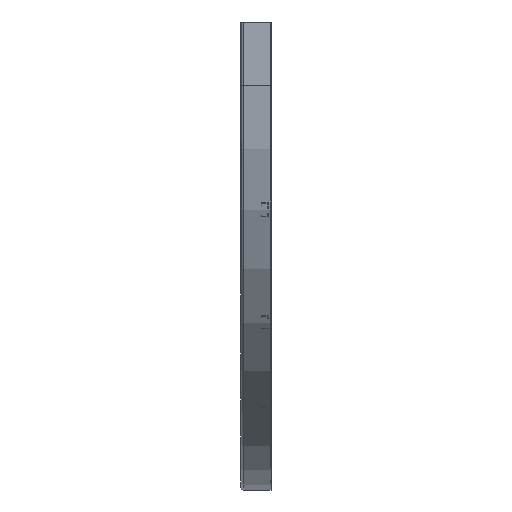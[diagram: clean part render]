
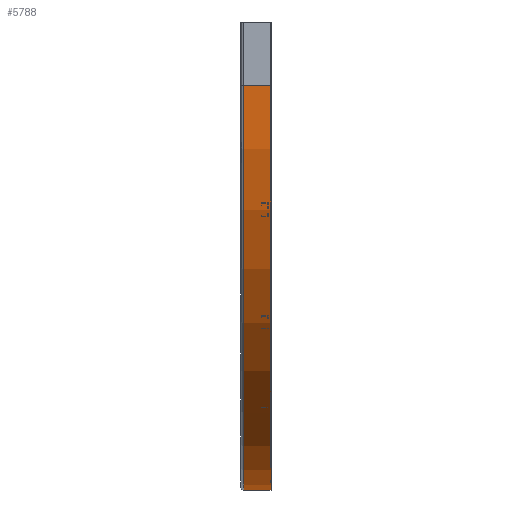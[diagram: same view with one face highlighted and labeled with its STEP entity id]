
A CAD part, left-side view. The second image highlights one B-rep face of the part: STEP entity #5788.
In plain terms, the highlighted cylindrical face has radius 800 mm (diameter 1600 mm), a partial arc.
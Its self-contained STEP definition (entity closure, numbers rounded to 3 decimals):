
#50 = AXIS2_PLACEMENT_3D ( 'NONE', #390, #3523, #833 ) ;
#153 = FACE_OUTER_BOUND ( 'NONE', #5208, .T. ) ;
#390 = CARTESIAN_POINT ( 'NONE',  ( -800., 54., -125. ) ) ;
#547 = DIRECTION ( 'NONE',  ( 0., 1., 0. ) ) ;
#667 = CARTESIAN_POINT ( 'NONE',  ( -800., 54., -925. ) ) ;
#744 = CARTESIAN_POINT ( 'NONE',  ( -800., 0., -925. ) ) ;
#754 = DIRECTION ( 'NONE',  ( 0., 0., 1. ) ) ;
#833 = DIRECTION ( 'NONE',  ( 1., 0., 0. ) ) ;
#1018 = LINE ( 'NONE', #4789, #4610 ) ;
#1043 = AXIS2_PLACEMENT_3D ( 'NONE', #3902, #1203, #754 ) ;
#1185 = DIRECTION ( 'NONE',  ( 0., 1., 0. ) ) ;
#1203 = DIRECTION ( 'NONE',  ( 0., 1., 0. ) ) ;
#1208 = CYLINDRICAL_SURFACE ( 'NONE', #1043, 800. ) ;
#1476 = CARTESIAN_POINT ( 'NONE',  ( -800., 0., -925. ) ) ;
#2205 = VERTEX_POINT ( 'NONE', #4889 ) ;
#2422 = VERTEX_POINT ( 'NONE', #667 ) ;
#2566 = CARTESIAN_POINT ( 'NONE',  ( 0., 0., -125. ) ) ;
#2601 = LINE ( 'NONE', #744, #4873 ) ;
#2736 = ORIENTED_EDGE ( 'NONE', *, *, #4950, .T. ) ;
#2960 = CIRCLE ( 'NONE', #3278, 800. ) ;
#3219 = CARTESIAN_POINT ( 'NONE',  ( -800., 0., -125. ) ) ;
#3278 = AXIS2_PLACEMENT_3D ( 'NONE', #3219, #547, #3667 ) ;
#3374 = EDGE_CURVE ( 'NONE', #4734, #2205, #1018, .T. ) ;
#3523 = DIRECTION ( 'NONE',  ( 0., 1., 0. ) ) ;
#3528 = ORIENTED_EDGE ( 'NONE', *, *, #5305, .F. ) ;
#3667 = DIRECTION ( 'NONE',  ( 0., 0., 1. ) ) ;
#3902 = CARTESIAN_POINT ( 'NONE',  ( -800., 0., -125. ) ) ;
#3908 = VERTEX_POINT ( 'NONE', #1476 ) ;
#4105 = ORIENTED_EDGE ( 'NONE', *, *, #3374, .F. ) ;
#4315 = CIRCLE ( 'NONE', #50, 800. ) ;
#4518 = DIRECTION ( 'NONE',  ( 0., 1., 0. ) ) ;
#4610 = VECTOR ( 'NONE', #4518, 1000. ) ;
#4734 = VERTEX_POINT ( 'NONE', #2566 ) ;
#4789 = CARTESIAN_POINT ( 'NONE',  ( 0., 0., -125. ) ) ;
#4867 = ORIENTED_EDGE ( 'NONE', *, *, #5184, .T. ) ;
#4873 = VECTOR ( 'NONE', #1185, 1000. ) ;
#4889 = CARTESIAN_POINT ( 'NONE',  ( 0., 54., -125. ) ) ;
#4950 = EDGE_CURVE ( 'NONE', #4734, #3908, #2960, .T. ) ;
#5184 = EDGE_CURVE ( 'NONE', #3908, #2422, #2601, .T. ) ;
#5208 = EDGE_LOOP ( 'NONE', ( #3528, #4105, #2736, #4867 ) ) ;
#5305 = EDGE_CURVE ( 'NONE', #2205, #2422, #4315, .T. ) ;
#5788 = ADVANCED_FACE ( 'NONE', ( #153 ), #1208, .T. ) ;
